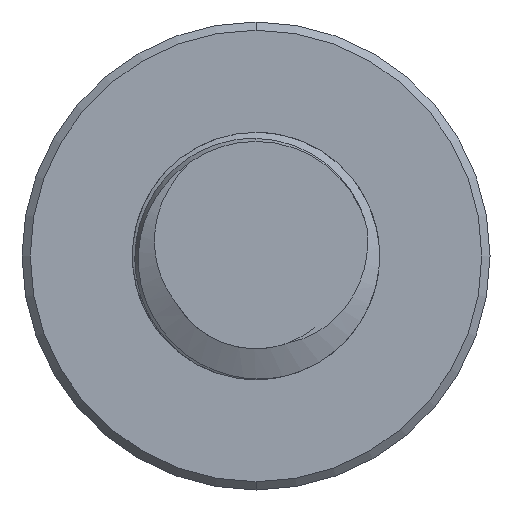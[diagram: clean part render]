
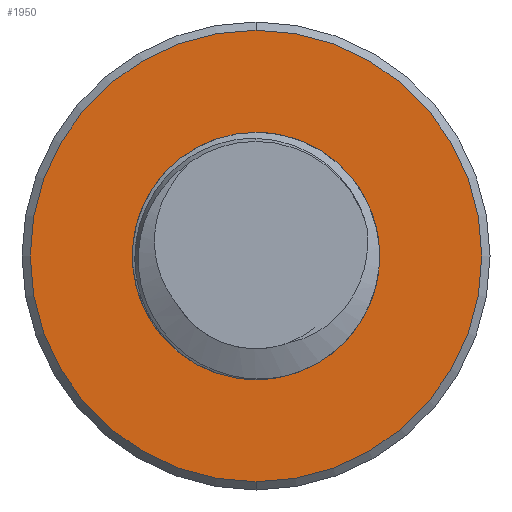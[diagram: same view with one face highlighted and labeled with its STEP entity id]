
A CAD part, front view. The second image highlights one B-rep face of the part: STEP entity #1950.
In plain terms, the highlighted planar face has unit normal (0, -1, 0).
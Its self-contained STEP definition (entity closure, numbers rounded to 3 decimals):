
#76 = DIRECTION ( 'NONE',  ( 0., -1., 0. ) ) ;
#123 = CIRCLE ( 'NONE', #2238, 1.5 ) ;
#178 = EDGE_CURVE ( 'NONE', #1605, #275, #123, .T. ) ;
#179 = CARTESIAN_POINT ( 'NONE',  ( 0., 5., 0. ) ) ;
#223 = AXIS2_PLACEMENT_3D ( 'NONE', #277, #1515, #446 ) ;
#275 = VERTEX_POINT ( 'NONE', #614 ) ;
#277 = CARTESIAN_POINT ( 'NONE',  ( 0., 5., 0. ) ) ;
#360 = DIRECTION ( 'NONE',  ( 0., 0., 1. ) ) ;
#446 = DIRECTION ( 'NONE',  ( 0., 0., 1. ) ) ;
#496 = EDGE_CURVE ( 'NONE', #275, #1605, #1910, .T. ) ;
#567 = EDGE_LOOP ( 'NONE', ( #2041, #1041 ) ) ;
#614 = CARTESIAN_POINT ( 'NONE',  ( 0., 5., 1.5 ) ) ;
#657 = EDGE_CURVE ( 'NONE', #1351, #949, #1032, .T. ) ;
#682 = FACE_OUTER_BOUND ( 'NONE', #1354, .T. ) ;
#753 = DIRECTION ( 'NONE',  ( 0., -1., 0. ) ) ;
#767 = ORIENTED_EDGE ( 'NONE', *, *, #657, .T. ) ;
#810 = CARTESIAN_POINT ( 'NONE',  ( 0., 5., 2.74 ) ) ;
#855 = DIRECTION ( 'NONE',  ( 0., 1., 0. ) ) ;
#949 = VERTEX_POINT ( 'NONE', #1959 ) ;
#972 = CARTESIAN_POINT ( 'NONE',  ( 0., 5., -1.5 ) ) ;
#1024 = PLANE ( 'NONE',  #1957 ) ;
#1032 = CIRCLE ( 'NONE', #223, 2.74 ) ;
#1041 = ORIENTED_EDGE ( 'NONE', *, *, #496, .F. ) ;
#1134 = CARTESIAN_POINT ( 'NONE',  ( 0., 5., 0. ) ) ;
#1206 = EDGE_CURVE ( 'NONE', #949, #1351, #1997, .T. ) ;
#1216 = CARTESIAN_POINT ( 'NONE',  ( 0., 5., 0. ) ) ;
#1320 = DIRECTION ( 'NONE',  ( 0., 0., 1. ) ) ;
#1333 = AXIS2_PLACEMENT_3D ( 'NONE', #179, #1424, #360 ) ;
#1351 = VERTEX_POINT ( 'NONE', #810 ) ;
#1354 = EDGE_LOOP ( 'NONE', ( #767, #1973 ) ) ;
#1395 = DIRECTION ( 'NONE',  ( 0., 0., 1. ) ) ;
#1424 = DIRECTION ( 'NONE',  ( 0., -1., 0. ) ) ;
#1515 = DIRECTION ( 'NONE',  ( 0., -1., 0. ) ) ;
#1605 = VERTEX_POINT ( 'NONE', #972 ) ;
#1816 = CARTESIAN_POINT ( 'NONE',  ( 0., 5., 0. ) ) ;
#1910 = CIRCLE ( 'NONE', #1333, 1.5 ) ;
#1950 = ADVANCED_FACE ( 'NONE', ( #682, #2057 ), #1024, .F. ) ;
#1957 = AXIS2_PLACEMENT_3D ( 'NONE', #1216, #855, #1395 ) ;
#1959 = CARTESIAN_POINT ( 'NONE',  ( 0., 5., -2.74 ) ) ;
#1968 = AXIS2_PLACEMENT_3D ( 'NONE', #1816, #753, #2012 ) ;
#1973 = ORIENTED_EDGE ( 'NONE', *, *, #1206, .T. ) ;
#1997 = CIRCLE ( 'NONE', #1968, 2.74 ) ;
#2012 = DIRECTION ( 'NONE',  ( 0., 0., 1. ) ) ;
#2041 = ORIENTED_EDGE ( 'NONE', *, *, #178, .F. ) ;
#2057 = FACE_BOUND ( 'NONE', #567, .T. ) ;
#2238 = AXIS2_PLACEMENT_3D ( 'NONE', #1134, #76, #1320 ) ;
